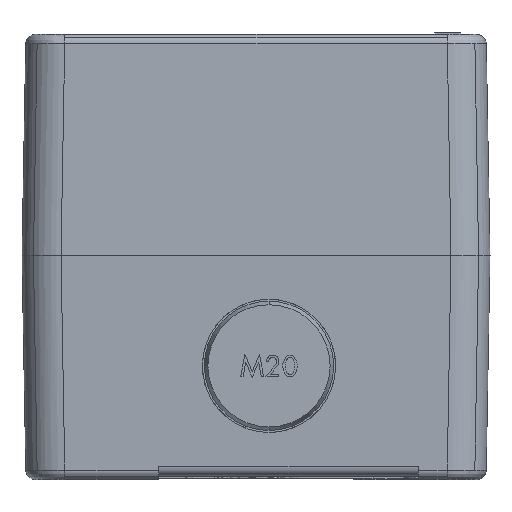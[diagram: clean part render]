
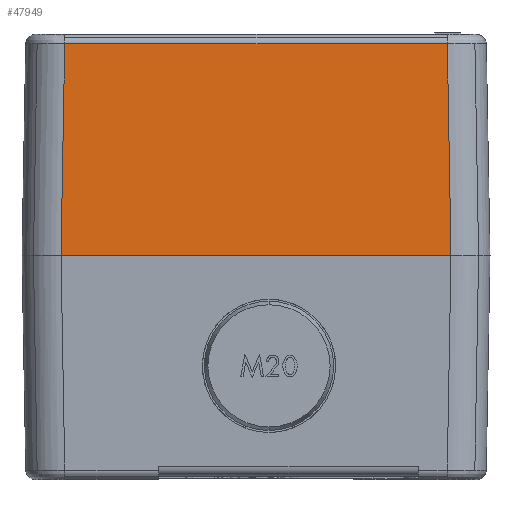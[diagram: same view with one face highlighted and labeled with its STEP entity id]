
A CAD part, front view. The second image highlights one B-rep face of the part: STEP entity #47949.
In plain terms, the highlighted planar face has unit normal (0, -1, 0.018).
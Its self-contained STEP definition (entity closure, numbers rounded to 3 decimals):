
#519=CARTESIAN_POINT('',(-30.001,-36.,0.115));
#520=VERTEX_POINT('',#519);
#528=CARTESIAN_POINT('',(-29.433,-35.432,32.641));
#529=VERTEX_POINT('',#528);
#530=CARTESIAN_POINT('',(-30.001,-36.,0.115));
#531=DIRECTION('',(0.017,0.017,1.));
#532=VECTOR('',#531,32.536);
#533=LINE('',#530,#532);
#534=EDGE_CURVE('',#520,#529,#533,.T.);
#45617=CARTESIAN_POINT('',(30.001,-36.,0.115));
#45618=VERTEX_POINT('',#45617);
#45625=CARTESIAN_POINT('',(-30.001,-36.,0.115));
#45626=DIRECTION('',(1.0,0.0,0.0));
#45627=VECTOR('',#45626,60.002);
#45628=LINE('',#45625,#45627);
#45629=EDGE_CURVE('',#520,#45618,#45628,.T.);
#47703=CARTESIAN_POINT('',(29.433,-35.432,32.641));
#47704=VERTEX_POINT('',#47703);
#47705=CARTESIAN_POINT('',(-29.433,-35.432,32.641));
#47706=DIRECTION('',(1.0,0.0,0.0));
#47707=VECTOR('',#47706,58.866);
#47708=LINE('',#47705,#47707);
#47709=EDGE_CURVE('',#529,#47704,#47708,.T.);
#47928=CARTESIAN_POINT('',(29.433,-35.432,32.641));
#47929=DIRECTION('',(0.017,-0.017,-1.));
#47930=VECTOR('',#47929,32.536);
#47931=LINE('',#47928,#47930);
#47932=EDGE_CURVE('',#47704,#45618,#47931,.T.);
#47938=CARTESIAN_POINT('',(36.,-36.,0.115));
#47939=DIRECTION('',(0.,-1.,0.017));
#47940=DIRECTION('',(0.,-0.017,-1.));
#47941=AXIS2_PLACEMENT_3D('',#47938,#47939,#47940);
#47942=PLANE('',#47941);
#47943=ORIENTED_EDGE('',*,*,#47709,.F.);
#47944=ORIENTED_EDGE('',*,*,#534,.F.);
#47945=ORIENTED_EDGE('',*,*,#45629,.T.);
#47946=ORIENTED_EDGE('',*,*,#47932,.F.);
#47947=EDGE_LOOP('',(#47943,#47944,#47945,#47946));
#47948=FACE_OUTER_BOUND('',#47947,.T.);
#47949=ADVANCED_FACE('',(#47948),#47942,.T.);
